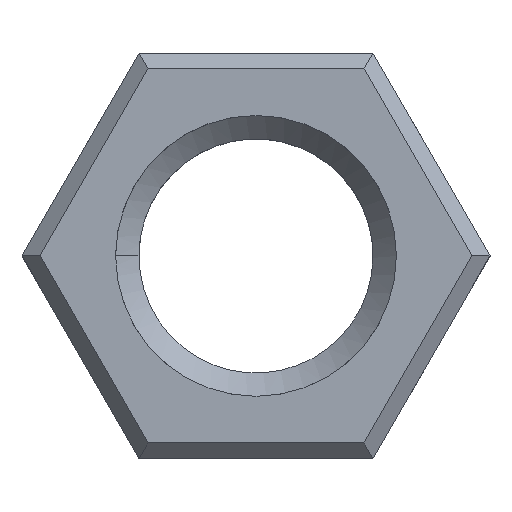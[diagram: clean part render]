
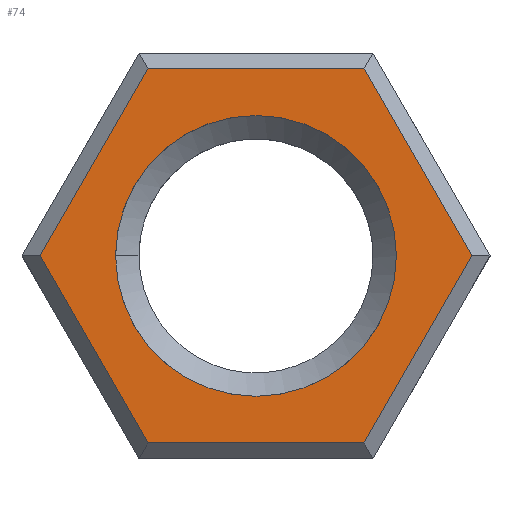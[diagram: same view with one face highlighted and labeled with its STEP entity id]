
A CAD part, top view. The second image highlights one B-rep face of the part: STEP entity #74.
In plain terms, the highlighted planar face has unit normal (0, 0, 1).
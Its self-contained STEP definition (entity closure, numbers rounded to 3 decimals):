
#44 = ORIENTED_EDGE ( 'NONE', *, *, #1044, .F. ) ;
#67 = CARTESIAN_POINT ( 'NONE',  ( -6.634, -12.49, 9.5 ) ) ;
#74 = ADVANCED_FACE ( 'NONE', ( #551, #228 ), #965, .T. ) ;
#75 = CARTESIAN_POINT ( 'NONE',  ( 0., 0., 9.5 ) ) ;
#93 = CIRCLE ( 'NONE', #638, 9. ) ;
#96 = LINE ( 'NONE', #1772, #854 ) ;
#112 = VERTEX_POINT ( 'NONE', #373 ) ;
#135 = ORIENTED_EDGE ( 'NONE', *, *, #1217, .T. ) ;
#140 = CIRCLE ( 'NONE', #1478, 9. ) ;
#154 = CARTESIAN_POINT ( 'NONE',  ( 6.923, -11.99, 9.5 ) ) ;
#159 = EDGE_CURVE ( 'NONE', #1917, #1338, #245, .T. ) ;
#228 = FACE_BOUND ( 'NONE', #1601, .T. ) ;
#230 = EDGE_CURVE ( 'NONE', #1376, #1890, #1351, .T. ) ;
#245 = LINE ( 'NONE', #67, #975 ) ;
#257 = EDGE_CURVE ( 'NONE', #1338, #1612, #1209, .T. ) ;
#330 = CARTESIAN_POINT ( 'NONE',  ( 0., 0., 9.5 ) ) ;
#373 = CARTESIAN_POINT ( 'NONE',  ( 13.845, 0., 9.5 ) ) ;
#376 = VECTOR ( 'NONE', #576, 1000. ) ;
#391 = VERTEX_POINT ( 'NONE', #1378 ) ;
#454 = CARTESIAN_POINT ( 'NONE',  ( 6.634, 12.49, 9.5 ) ) ;
#460 = DIRECTION ( 'NONE',  ( 1., 0., 0. ) ) ;
#482 = DIRECTION ( 'NONE',  ( 1., 0., 0. ) ) ;
#505 = LINE ( 'NONE', #454, #977 ) ;
#551 = FACE_OUTER_BOUND ( 'NONE', #1882, .T. ) ;
#562 = CARTESIAN_POINT ( 'NONE',  ( 7.5, -11.99, 9.5 ) ) ;
#576 = DIRECTION ( 'NONE',  ( -1., 0., 0. ) ) ;
#608 = CARTESIAN_POINT ( 'NONE',  ( -7.5, 11.99, 9.5 ) ) ;
#627 = ORIENTED_EDGE ( 'NONE', *, *, #658, .T. ) ;
#638 = AXIS2_PLACEMENT_3D ( 'NONE', #330, #1359, #482 ) ;
#658 = EDGE_CURVE ( 'NONE', #1890, #1917, #1535, .T. ) ;
#673 = DIRECTION ( 'NONE',  ( 0.5, -0.866, 0. ) ) ;
#721 = EDGE_CURVE ( 'NONE', #391, #1916, #93, .T. ) ;
#795 = AXIS2_PLACEMENT_3D ( 'NONE', #75, #843, #1128 ) ;
#797 = VECTOR ( 'NONE', #460, 1000. ) ;
#834 = ORIENTED_EDGE ( 'NONE', *, *, #721, .F. ) ;
#843 = DIRECTION ( 'NONE',  ( 0., 0., 1. ) ) ;
#854 = VECTOR ( 'NONE', #1472, 1000. ) ;
#905 = CARTESIAN_POINT ( 'NONE',  ( -6.923, 11.99, 9.5 ) ) ;
#953 = VECTOR ( 'NONE', #1222, 1000. ) ;
#965 = PLANE ( 'NONE',  #795 ) ;
#975 = VECTOR ( 'NONE', #673, 1000. ) ;
#977 = VECTOR ( 'NONE', #1545, 1000. ) ;
#1009 = DIRECTION ( 'NONE',  ( 0., 0., 1. ) ) ;
#1044 = EDGE_CURVE ( 'NONE', #1916, #391, #140, .T. ) ;
#1123 = ORIENTED_EDGE ( 'NONE', *, *, #257, .T. ) ;
#1128 = DIRECTION ( 'NONE',  ( 1., 0., 0. ) ) ;
#1209 = LINE ( 'NONE', #562, #797 ) ;
#1217 = EDGE_CURVE ( 'NONE', #112, #1376, #505, .T. ) ;
#1222 = DIRECTION ( 'NONE',  ( -0.5, -0.866, 0. ) ) ;
#1254 = ORIENTED_EDGE ( 'NONE', *, *, #1741, .T. ) ;
#1321 = CARTESIAN_POINT ( 'NONE',  ( 0., 0., 9.5 ) ) ;
#1338 = VERTEX_POINT ( 'NONE', #1774 ) ;
#1351 = LINE ( 'NONE', #608, #376 ) ;
#1359 = DIRECTION ( 'NONE',  ( 0., 0., 1. ) ) ;
#1376 = VERTEX_POINT ( 'NONE', #1505 ) ;
#1378 = CARTESIAN_POINT ( 'NONE',  ( 9., 0., 9.5 ) ) ;
#1441 = ORIENTED_EDGE ( 'NONE', *, *, #159, .T. ) ;
#1472 = DIRECTION ( 'NONE',  ( 0.5, 0.866, 0. ) ) ;
#1478 = AXIS2_PLACEMENT_3D ( 'NONE', #1321, #1009, #1603 ) ;
#1505 = CARTESIAN_POINT ( 'NONE',  ( 6.923, 11.99, 9.5 ) ) ;
#1535 = LINE ( 'NONE', #1653, #953 ) ;
#1545 = DIRECTION ( 'NONE',  ( -0.5, 0.866, 0. ) ) ;
#1601 = EDGE_LOOP ( 'NONE', ( #44, #834 ) ) ;
#1603 = DIRECTION ( 'NONE',  ( 1., 0., 0. ) ) ;
#1612 = VERTEX_POINT ( 'NONE', #154 ) ;
#1648 = CARTESIAN_POINT ( 'NONE',  ( -13.845, 0., 9.5 ) ) ;
#1653 = CARTESIAN_POINT ( 'NONE',  ( -14.134, -0.5, 9.5 ) ) ;
#1656 = CARTESIAN_POINT ( 'NONE',  ( -9., 0., 9.5 ) ) ;
#1716 = ORIENTED_EDGE ( 'NONE', *, *, #230, .T. ) ;
#1741 = EDGE_CURVE ( 'NONE', #1612, #112, #96, .T. ) ;
#1772 = CARTESIAN_POINT ( 'NONE',  ( 14.134, 0.5, 9.5 ) ) ;
#1774 = CARTESIAN_POINT ( 'NONE',  ( -6.923, -11.99, 9.5 ) ) ;
#1882 = EDGE_LOOP ( 'NONE', ( #627, #1441, #1123, #1254, #135, #1716 ) ) ;
#1890 = VERTEX_POINT ( 'NONE', #905 ) ;
#1916 = VERTEX_POINT ( 'NONE', #1656 ) ;
#1917 = VERTEX_POINT ( 'NONE', #1648 ) ;
